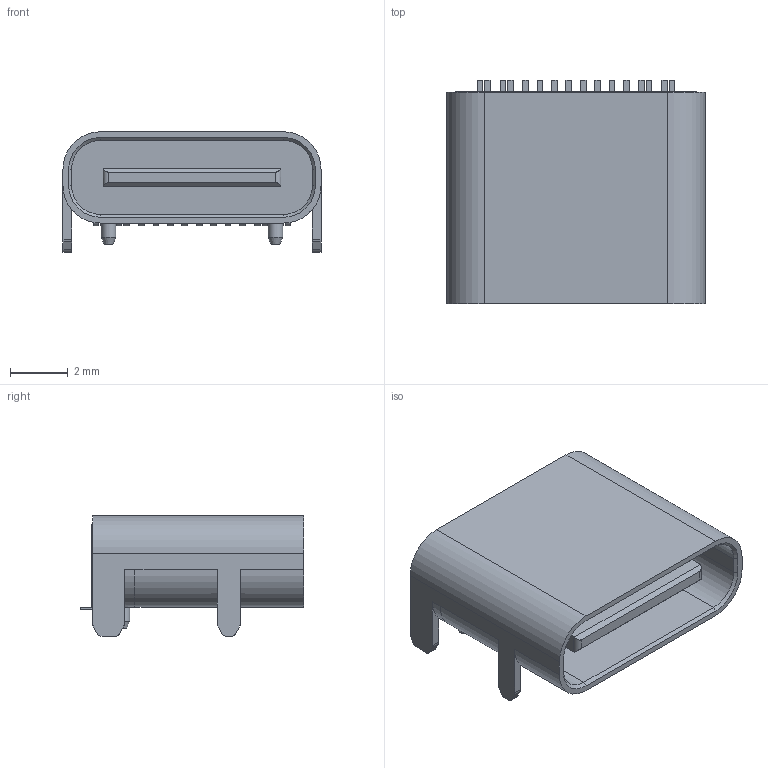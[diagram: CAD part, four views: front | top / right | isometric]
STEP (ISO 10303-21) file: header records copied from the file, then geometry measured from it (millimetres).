
FILE_DESCRIPTION(/* description */ (''),/* implementation_level */ '2;1');
FILE_NAME(/* name */ 'HRO TYPE-C-31-M-12 Revised.step',/* time_stamp */ '2025-12-26T23:25:16+09:00',/* author */ (''),/* organization */ (''),/* preprocessor_version */ 'ST-DEVELOPER v20.1',/* originating_system */ 'Autodesk Translation Framework v14.21.0.0',/* authorisation */ '');
FILE_SCHEMA (('AUTOMOTIVE_DESIGN { 1 0 10303 214 3 1 1 }'));
Length unit declared in the file: millimetre
Products named in the file (1): HRO TYPE-C-31-M-12 Revised
Bounding box: 8.94 x 7.75 x 4.17 mm (x, y, z)
Volume: 100.8 mm3; surface area: 434.7 mm2
Topology: 17 solids, 17 shells, 249 faces, 619 edges, 408 vertices
Faces by surface type: plane 179, cylinder 64, cone 6
Full cylindrical faces by diameter (mm): 0.5 x2
Entity records: 7426 total; most frequent: CARTESIAN_POINT 1277, DIRECTION 1261, ORIENTED_EDGE 1238, EDGE_CURVE 619, LINE 477, VECTOR 477, VERTEX_POINT 408, AXIS2_PLACEMENT_3D 392
